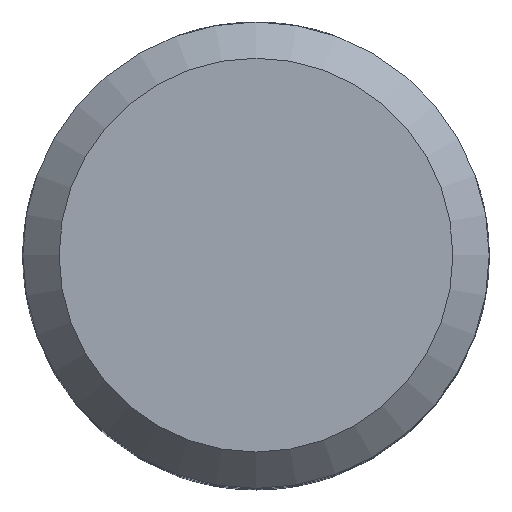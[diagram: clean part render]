
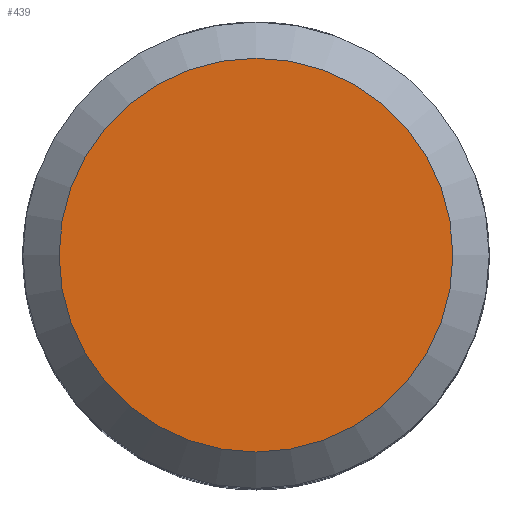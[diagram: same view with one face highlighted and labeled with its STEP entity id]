
A CAD part, top view. The second image highlights one B-rep face of the part: STEP entity #439.
In plain terms, the highlighted planar face has unit normal (0, 0, 1).
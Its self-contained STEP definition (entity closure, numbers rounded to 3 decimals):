
#411=CARTESIAN_POINT('',(-8.3,0.0,0.0));
#412=VERTEX_POINT('',#411);
#413=CARTESIAN_POINT('',(-4.5,0.0,0.0));
#414=DIRECTION('',(0.0,0.0,-1.0));
#415=DIRECTION('',(1.0,0.0,0.0));
#416=AXIS2_PLACEMENT_3D('',#413,#414,#415);
#417=CIRCLE('',#416,3.8);
#418=EDGE_CURVE('no 179',#412,#412,#417,.T.);
#431=ORIENTED_EDGE('no 178',*,*,#418,.F.);
#432=EDGE_LOOP('',(#431));
#433=FACE_OUTER_BOUND('',#432,.T.);
#434=CARTESIAN_POINT('',(-9.0,0.0,0.0));
#435=DIRECTION('',(0.0,0.0,1.0));
#436=DIRECTION('',(1.0,0.0,0.0));
#437=AXIS2_PLACEMENT_3D('',#434,#435,#436);
#438=PLANE('',#437);
#439=ADVANCED_FACE('no 129',(#433),#438,.T.);
